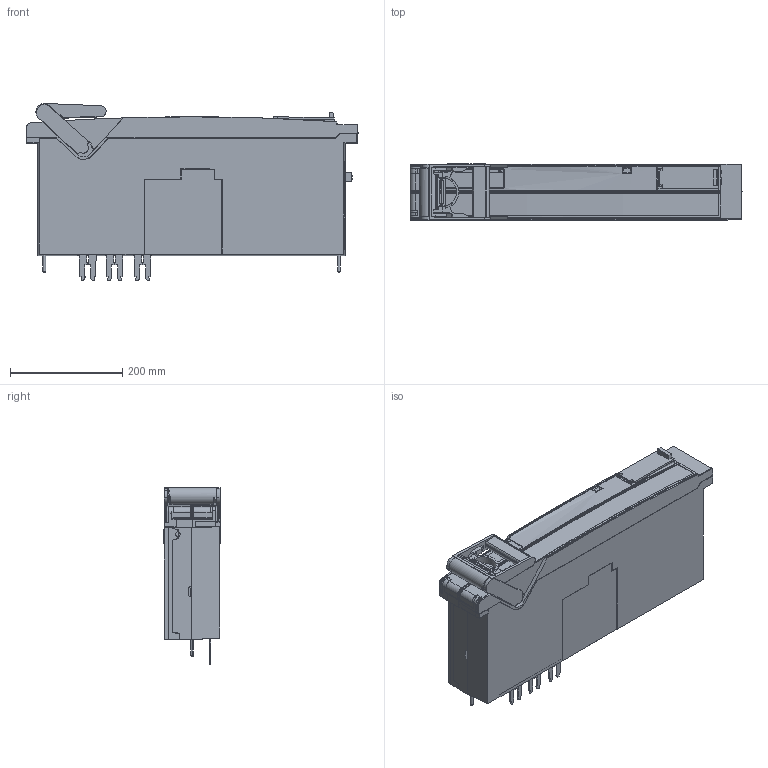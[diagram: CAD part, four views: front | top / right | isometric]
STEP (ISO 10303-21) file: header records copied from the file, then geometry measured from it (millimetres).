
FILE_DESCRIPTION((''),'2;1');
FILE_NAME('PRT0004','2023-08-21T11:43:53',('86177'),(''),'CREO PARAMETRIC BY PTC INC, 2016390','CREO PARAMETRIC BY PTC INC, 2016390','');
FILE_SCHEMA(('AUTOMOTIVE_DESIGN { 1 0 10303 214 1 1 1 1 }'));
Products named in the file (1): PRT0004
Bounding box: 591.45 x 100.3 x 315.23 mm (x, y, z)
Volume: 82145.1 mm3; surface area: 777168.1 mm2
Topology: 1 solids, 77 shells, 1565 faces, 4852 edges, 3414 vertices
Faces by surface type: plane 1103, cylinder 382, cone 48, torus 14, bspline 11, extrusion 7
Entity records: 70539 total; most frequent: CARTESIAN_POINT 13427, ORIENTED_EDGE 8916, DIRECTION 8374, EDGE_CURVE 4852, PRESENTATION_STYLE_ASSIGNMENT 4213, STYLED_ITEM 4161, CURVE_STYLE 3877, VECTOR 3544
